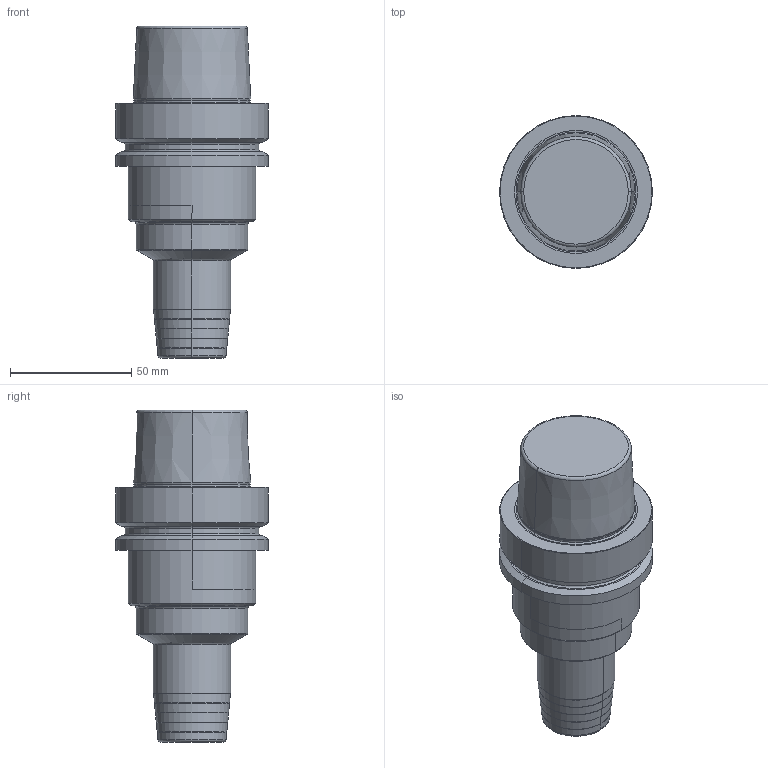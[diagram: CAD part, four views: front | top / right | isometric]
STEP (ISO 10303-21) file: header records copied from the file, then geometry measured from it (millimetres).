
FILE_DESCRIPTION((''),'2;1');
FILE_NAME('30614782','2018-12-03T11:03:14',('reuterm'),(''),'CREO PARAMETRIC BY PTC INC, 2018020','CREO PARAMETRIC BY PTC INC, 2018020','');
FILE_SCHEMA(('AUTOMOTIVE_DESIGN { 1 0 10303 214 1 1 1 1 }'));
Length unit declared in the file: millimetre
Products named in the file (1): 30614782
Bounding box: 63 x 63 x 136.9 mm (x, y, z)
Volume: 231578.3 mm3; surface area: 27524.9 mm2
Topology: 1 solids, 1 shells, 87 faces, 182 edges, 112 vertices
Faces by surface type: torus 30, cone 28, cylinder 16, plane 13
Entity records: 3736 total; most frequent: DIRECTION 494, CARTESIAN_POINT 376, ORIENTED_EDGE 352, AXIS2_PLACEMENT_3D 222, PRESENTATION_STYLE_ASSIGNMENT 187, STYLED_ITEM 187, CURVE_STYLE 186, EDGE_CURVE 176
